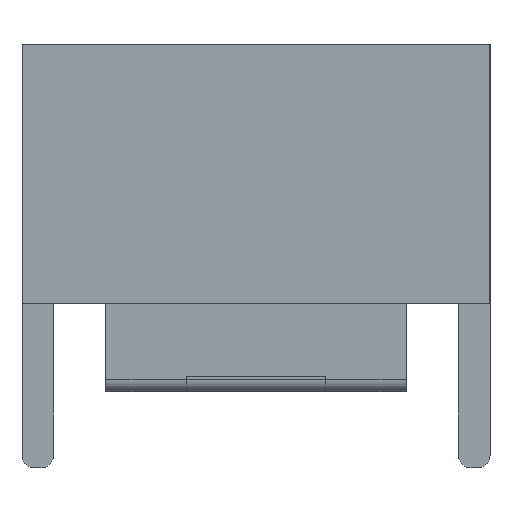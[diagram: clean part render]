
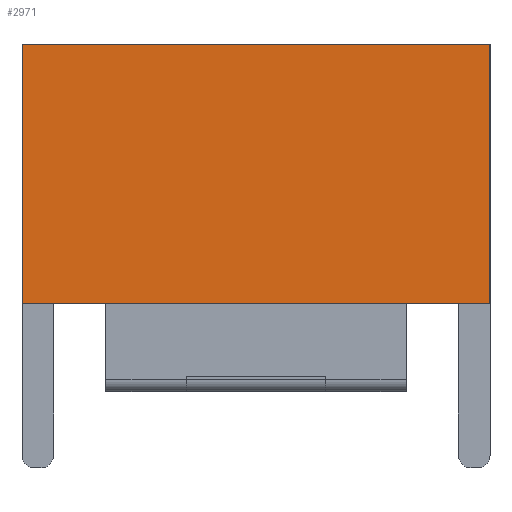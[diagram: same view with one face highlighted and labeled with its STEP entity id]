
A CAD part, left-side view. The second image highlights one B-rep face of the part: STEP entity #2971.
In plain terms, the highlighted planar face has unit normal (-1, 0, 0).
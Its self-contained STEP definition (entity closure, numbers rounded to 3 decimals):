
#2855 = EDGE_CURVE('',#2856,#2858,#2860,.T.);
#2856 = VERTEX_POINT('',#2857);
#2857 = CARTESIAN_POINT('',(-12.25,7.4,0.));
#2858 = VERTEX_POINT('',#2859);
#2859 = CARTESIAN_POINT('',(-12.25,7.4,8.2));
#2860 = SURFACE_CURVE('',#2861,(#2865,#2877),.PCURVE_S1.);
#2861 = LINE('',#2862,#2863);
#2862 = CARTESIAN_POINT('',(-12.25,7.4,0.));
#2863 = VECTOR('',#2864,1.);
#2864 = DIRECTION('',(0.,0.,1.));
#2865 = PCURVE('',#2866,#2871);
#2866 = PLANE('',#2867);
#2867 = AXIS2_PLACEMENT_3D('',#2868,#2869,#2870);
#2868 = CARTESIAN_POINT('',(-12.25,7.4,0.));
#2869 = DIRECTION('',(0.,1.,0.));
#2870 = DIRECTION('',(1.,0.,0.));
#2871 = DEFINITIONAL_REPRESENTATION('',(#2872),#2876);
#2872 = LINE('',#2873,#2874);
#2873 = CARTESIAN_POINT('',(0.,0.));
#2874 = VECTOR('',#2875,1.);
#2875 = DIRECTION('',(0.,-1.));
#2876 = ( GEOMETRIC_REPRESENTATION_CONTEXT(2) 
PARAMETRIC_REPRESENTATION_CONTEXT() REPRESENTATION_CONTEXT('2D SPACE',''
  ) );
#2877 = PCURVE('',#2878,#2883);
#2878 = PLANE('',#2879);
#2879 = AXIS2_PLACEMENT_3D('',#2880,#2881,#2882);
#2880 = CARTESIAN_POINT('',(-12.25,-7.4,0.));
#2881 = DIRECTION('',(-1.,0.,0.));
#2882 = DIRECTION('',(0.,1.,0.));
#2883 = DEFINITIONAL_REPRESENTATION('',(#2884),#2888);
#2884 = LINE('',#2885,#2886);
#2885 = CARTESIAN_POINT('',(14.8,0.));
#2886 = VECTOR('',#2887,1.);
#2887 = DIRECTION('',(0.,-1.));
#2888 = ( GEOMETRIC_REPRESENTATION_CONTEXT(2) 
PARAMETRIC_REPRESENTATION_CONTEXT() REPRESENTATION_CONTEXT('2D SPACE',''
  ) );
#2906 = PLANE('',#2907);
#2907 = AXIS2_PLACEMENT_3D('',#2908,#2909,#2910);
#2908 = CARTESIAN_POINT('',(-12.25,7.4,8.2));
#2909 = DIRECTION('',(0.,0.,1.));
#2910 = DIRECTION('',(1.,0.,0.));
#2960 = PLANE('',#2961);
#2961 = AXIS2_PLACEMENT_3D('',#2962,#2963,#2964);
#2962 = CARTESIAN_POINT('',(-12.25,7.4,0.));
#2963 = DIRECTION('',(0.,0.,1.));
#2964 = DIRECTION('',(1.,0.,0.));
#2971 = ADVANCED_FACE('',(#2972),#2878,.T.);
#2972 = FACE_BOUND('',#2973,.T.);
#2973 = EDGE_LOOP('',(#2974,#3004,#3025,#3026));
#2974 = ORIENTED_EDGE('',*,*,#2975,.T.);
#2975 = EDGE_CURVE('',#2976,#2978,#2980,.T.);
#2976 = VERTEX_POINT('',#2977);
#2977 = CARTESIAN_POINT('',(-12.25,-7.4,0.));
#2978 = VERTEX_POINT('',#2979);
#2979 = CARTESIAN_POINT('',(-12.25,-7.4,8.2));
#2980 = SURFACE_CURVE('',#2981,(#2985,#2992),.PCURVE_S1.);
#2981 = LINE('',#2982,#2983);
#2982 = CARTESIAN_POINT('',(-12.25,-7.4,0.));
#2983 = VECTOR('',#2984,1.);
#2984 = DIRECTION('',(0.,0.,1.));
#2985 = PCURVE('',#2878,#2986);
#2986 = DEFINITIONAL_REPRESENTATION('',(#2987),#2991);
#2987 = LINE('',#2988,#2989);
#2988 = CARTESIAN_POINT('',(0.,0.));
#2989 = VECTOR('',#2990,1.);
#2990 = DIRECTION('',(0.,-1.));
#2991 = ( GEOMETRIC_REPRESENTATION_CONTEXT(2) 
PARAMETRIC_REPRESENTATION_CONTEXT() REPRESENTATION_CONTEXT('2D SPACE',''
  ) );
#2992 = PCURVE('',#2993,#2998);
#2993 = PLANE('',#2994);
#2994 = AXIS2_PLACEMENT_3D('',#2995,#2996,#2997);
#2995 = CARTESIAN_POINT('',(12.25,-7.4,0.));
#2996 = DIRECTION('',(0.,-1.,0.));
#2997 = DIRECTION('',(-1.,0.,0.));
#2998 = DEFINITIONAL_REPRESENTATION('',(#2999),#3003);
#2999 = LINE('',#3000,#3001);
#3000 = CARTESIAN_POINT('',(24.5,0.));
#3001 = VECTOR('',#3002,1.);
#3002 = DIRECTION('',(0.,-1.));
#3003 = ( GEOMETRIC_REPRESENTATION_CONTEXT(2) 
PARAMETRIC_REPRESENTATION_CONTEXT() REPRESENTATION_CONTEXT('2D SPACE',''
  ) );
#3004 = ORIENTED_EDGE('',*,*,#3005,.T.);
#3005 = EDGE_CURVE('',#2978,#2858,#3006,.T.);
#3006 = SURFACE_CURVE('',#3007,(#3011,#3018),.PCURVE_S1.);
#3007 = LINE('',#3008,#3009);
#3008 = CARTESIAN_POINT('',(-12.25,-7.4,8.2));
#3009 = VECTOR('',#3010,1.);
#3010 = DIRECTION('',(0.,1.,0.));
#3011 = PCURVE('',#2878,#3012);
#3012 = DEFINITIONAL_REPRESENTATION('',(#3013),#3017);
#3013 = LINE('',#3014,#3015);
#3014 = CARTESIAN_POINT('',(0.,-8.2));
#3015 = VECTOR('',#3016,1.);
#3016 = DIRECTION('',(1.,0.));
#3017 = ( GEOMETRIC_REPRESENTATION_CONTEXT(2) 
PARAMETRIC_REPRESENTATION_CONTEXT() REPRESENTATION_CONTEXT('2D SPACE',''
  ) );
#3018 = PCURVE('',#2906,#3019);
#3019 = DEFINITIONAL_REPRESENTATION('',(#3020),#3024);
#3020 = LINE('',#3021,#3022);
#3021 = CARTESIAN_POINT('',(0.,-14.8));
#3022 = VECTOR('',#3023,1.);
#3023 = DIRECTION('',(0.,1.));
#3024 = ( GEOMETRIC_REPRESENTATION_CONTEXT(2) 
PARAMETRIC_REPRESENTATION_CONTEXT() REPRESENTATION_CONTEXT('2D SPACE',''
  ) );
#3025 = ORIENTED_EDGE('',*,*,#2855,.F.);
#3026 = ORIENTED_EDGE('',*,*,#3027,.F.);
#3027 = EDGE_CURVE('',#2976,#2856,#3028,.T.);
#3028 = SURFACE_CURVE('',#3029,(#3033,#3040),.PCURVE_S1.);
#3029 = LINE('',#3030,#3031);
#3030 = CARTESIAN_POINT('',(-12.25,-7.4,0.));
#3031 = VECTOR('',#3032,1.);
#3032 = DIRECTION('',(0.,1.,0.));
#3033 = PCURVE('',#2878,#3034);
#3034 = DEFINITIONAL_REPRESENTATION('',(#3035),#3039);
#3035 = LINE('',#3036,#3037);
#3036 = CARTESIAN_POINT('',(0.,0.));
#3037 = VECTOR('',#3038,1.);
#3038 = DIRECTION('',(1.,0.));
#3039 = ( GEOMETRIC_REPRESENTATION_CONTEXT(2) 
PARAMETRIC_REPRESENTATION_CONTEXT() REPRESENTATION_CONTEXT('2D SPACE',''
  ) );
#3040 = PCURVE('',#2960,#3041);
#3041 = DEFINITIONAL_REPRESENTATION('',(#3042),#3046);
#3042 = LINE('',#3043,#3044);
#3043 = CARTESIAN_POINT('',(0.,-14.8));
#3044 = VECTOR('',#3045,1.);
#3045 = DIRECTION('',(0.,1.));
#3046 = ( GEOMETRIC_REPRESENTATION_CONTEXT(2) 
PARAMETRIC_REPRESENTATION_CONTEXT() REPRESENTATION_CONTEXT('2D SPACE',''
  ) );
